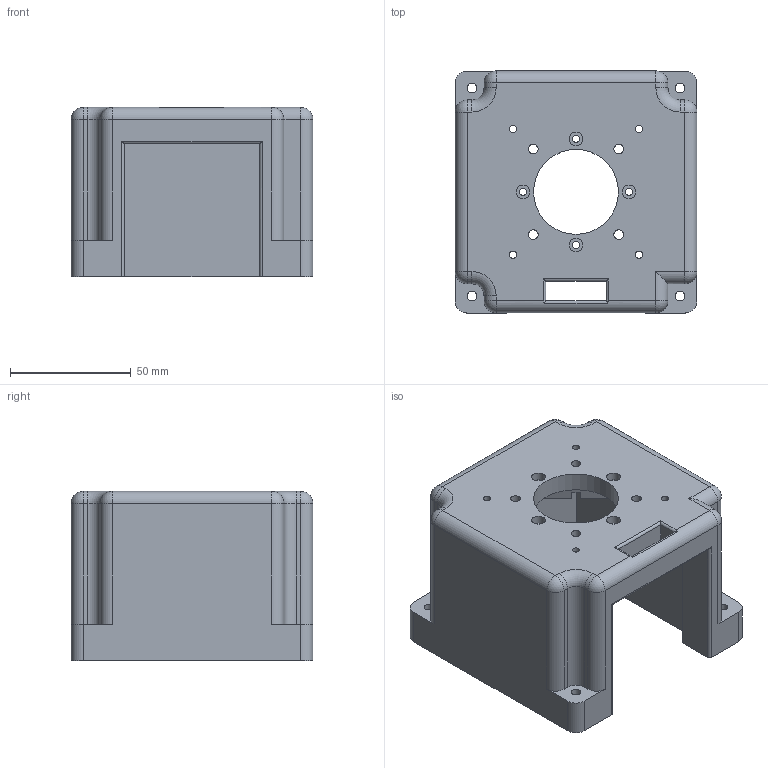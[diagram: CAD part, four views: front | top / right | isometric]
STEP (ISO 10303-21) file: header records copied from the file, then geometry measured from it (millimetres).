
FILE_DESCRIPTION(/* description */ (''),/* implementation_level */ '2;1');
FILE_NAME(/* name */ '',/* time_stamp */ '2023-09-30T18:17:52+08:00',/* author */ (''),/* organization */ (''),/* preprocessor_version */ 'ST-DEVELOPER v20',/* originating_system */ 'Autodesk Translation Framework v12.14.0.127',/* authorisation */ '');
FILE_SCHEMA (('AUTOMOTIVE_DESIGN { 1 0 10303 214 3 1 1 }'));
Length unit declared in the file: millimetre
Products named in the file (1): Fusion 零部件
Bounding box: 100 x 100 x 70 mm (x, y, z)
Volume: 334926.6 mm3; surface area: 59076.2 mm2
Topology: 1 solids, 1 shells, 141 faces, 366 edges, 231 vertices
Faces by surface type: plane 71, cylinder 59, sphere 8, torus 3
Full cylindrical faces by diameter (mm): 3 x8, 4 x8, 5.6 x4, 35.1 x1
Entity records: 4422 total; most frequent: CARTESIAN_POINT 779, DIRECTION 756, ORIENTED_EDGE 732, EDGE_CURVE 366, LINE 252, VECTOR 252, AXIS2_PLACEMENT_3D 252, VERTEX_POINT 231
